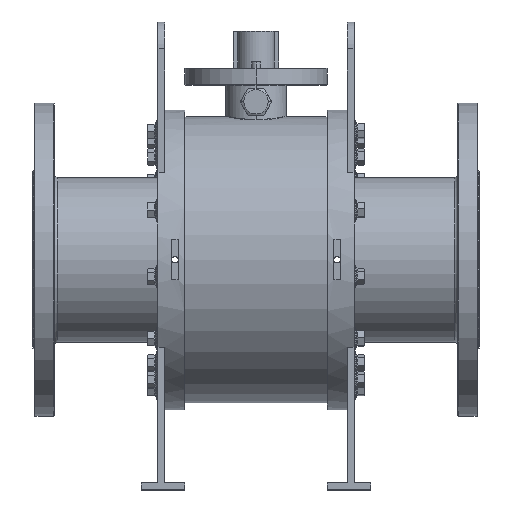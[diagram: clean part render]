
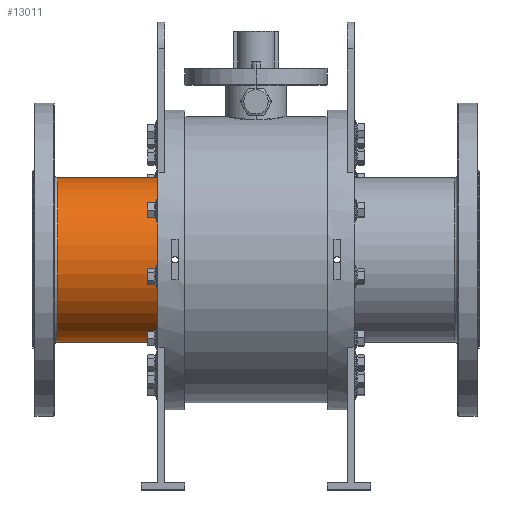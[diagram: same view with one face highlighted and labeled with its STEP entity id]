
A CAD part, top view. The second image highlights one B-rep face of the part: STEP entity #13011.
In plain terms, the highlighted cylindrical face has radius 121.6 mm (diameter 243.2 mm), a partial arc.
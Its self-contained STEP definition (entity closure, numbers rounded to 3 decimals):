
#161 = AXIS2_PLACEMENT_3D ( 'NONE', #8139, #1659, #781 ) ;
#447 = AXIS2_PLACEMENT_3D ( 'NONE', #3060, #13341, #10284 ) ;
#680 = CARTESIAN_POINT ( 'NONE',  ( -293., -121.6, 0. ) ) ;
#781 = DIRECTION ( 'NONE',  ( 0., -1., 0. ) ) ;
#1269 = DIRECTION ( 'NONE',  ( 0., -1., 0. ) ) ;
#1337 = VECTOR ( 'NONE', #10631, 1000. ) ;
#1659 = DIRECTION ( 'NONE',  ( -1., 0., 0. ) ) ;
#1823 = EDGE_CURVE ( 'NONE', #7380, #3489, #12174, .T. ) ;
#2375 = VERTEX_POINT ( 'NONE', #680 ) ;
#2629 = AXIS2_PLACEMENT_3D ( 'NONE', #12770, #9777, #1269 ) ;
#3060 = CARTESIAN_POINT ( 'NONE',  ( -145., 0., 0. ) ) ;
#3313 = EDGE_CURVE ( 'NONE', #3489, #10330, #9537, .T. ) ;
#3317 = EDGE_CURVE ( 'NONE', #7380, #2375, #12726, .T. ) ;
#3467 = CARTESIAN_POINT ( 'NONE',  ( -330., 121.6, 0. ) ) ;
#3489 = VERTEX_POINT ( 'NONE', #4568 ) ;
#4435 = CARTESIAN_POINT ( 'NONE',  ( -330., -121.6, 0. ) ) ;
#4568 = CARTESIAN_POINT ( 'NONE',  ( -145., 121.6, 0. ) ) ;
#5113 = ORIENTED_EDGE ( 'NONE', *, *, #3313, .T. ) ;
#7061 = ORIENTED_EDGE ( 'NONE', *, *, #9772, .T. ) ;
#7380 = VERTEX_POINT ( 'NONE', #12825 ) ;
#8139 = CARTESIAN_POINT ( 'NONE',  ( -330., 0., 0. ) ) ;
#8327 = ORIENTED_EDGE ( 'NONE', *, *, #1823, .T. ) ;
#8461 = ORIENTED_EDGE ( 'NONE', *, *, #3317, .F. ) ;
#8519 = CIRCLE ( 'NONE', #2629, 121.6 ) ;
#8953 = FACE_OUTER_BOUND ( 'NONE', #13313, .T. ) ;
#9537 = LINE ( 'NONE', #3467, #10467 ) ;
#9772 = EDGE_CURVE ( 'NONE', #10330, #2375, #8519, .T. ) ;
#9777 = DIRECTION ( 'NONE',  ( 1., 0., 0. ) ) ;
#10107 = CYLINDRICAL_SURFACE ( 'NONE', #161, 121.6 ) ;
#10284 = DIRECTION ( 'NONE',  ( 0., 0., 1. ) ) ;
#10330 = VERTEX_POINT ( 'NONE', #10974 ) ;
#10467 = VECTOR ( 'NONE', #11771, 1000. ) ;
#10631 = DIRECTION ( 'NONE',  ( -1., 0., 0. ) ) ;
#10974 = CARTESIAN_POINT ( 'NONE',  ( -293., 121.6, 0. ) ) ;
#11771 = DIRECTION ( 'NONE',  ( -1., 0., 0. ) ) ;
#12174 = CIRCLE ( 'NONE', #447, 121.6 ) ;
#12726 = LINE ( 'NONE', #4435, #1337 ) ;
#12770 = CARTESIAN_POINT ( 'NONE',  ( -293., 0., 0. ) ) ;
#12825 = CARTESIAN_POINT ( 'NONE',  ( -145., -121.6, 0. ) ) ;
#13011 = ADVANCED_FACE ( 'NONE', ( #8953 ), #10107, .T. ) ;
#13313 = EDGE_LOOP ( 'NONE', ( #8327, #5113, #7061, #8461 ) ) ;
#13341 = DIRECTION ( 'NONE',  ( -1., 0., 0. ) ) ;
